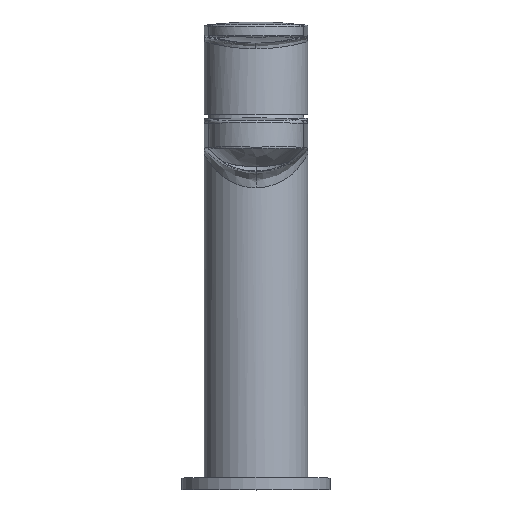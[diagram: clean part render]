
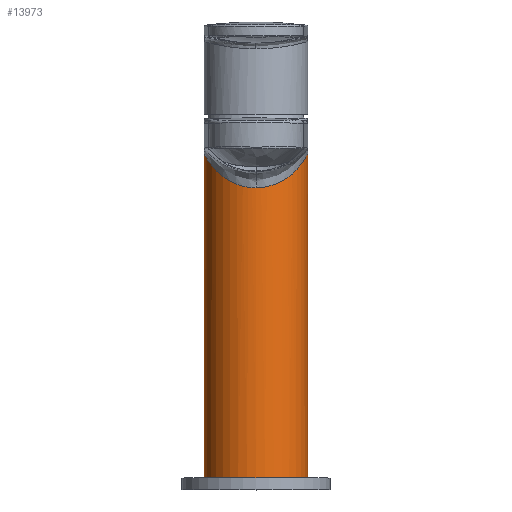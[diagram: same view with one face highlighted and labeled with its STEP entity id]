
A CAD part, top view. The second image highlights one B-rep face of the part: STEP entity #13973.
In plain terms, the highlighted cylindrical face has radius 17.5 mm (diameter 35 mm), a partial arc.
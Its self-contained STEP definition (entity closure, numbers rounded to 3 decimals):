
#2895=DIRECTION('',(0.,1.,0.));
#2896=VECTOR('',#2895,121.5);
#2897=CARTESIAN_POINT('',(17.5,0.,0.));
#2898=LINE('',#2897,#2896);
#2909=CARTESIAN_POINT('',(0.,0.,0.));
#2910=DIRECTION('',(0.,1.,0.));
#2911=DIRECTION('',(-1.,0.,0.));
#2912=AXIS2_PLACEMENT_3D('',#2909,#2910,#2911);
#2914=DIRECTION('',(0.,1.,0.));
#2915=VECTOR('',#2914,121.5);
#2916=CARTESIAN_POINT('',(-17.5,0.,0.));
#2917=LINE('',#2916,#2915);
#2918=CARTESIAN_POINT('',(0.,121.5,0.));
#2919=DIRECTION('',(0.,1.,0.));
#2920=DIRECTION('',(-1.,0.,0.));
#2921=AXIS2_PLACEMENT_3D('',#2918,#2919,#2920);
#2923=CARTESIAN_POINT('',(-17.007,121.5,4.125));
#2924=CARTESIAN_POINT('',(-17.111,121.488,3.697));
#2925=CARTESIAN_POINT('',(-17.286,121.468,2.833));
#2926=CARTESIAN_POINT('',(-17.45,121.45,1.522));
#2927=CARTESIAN_POINT('',(-17.494,121.446,
0.643));
#2928=CARTESIAN_POINT('',(-17.499,121.446,
0.203));
#2930=CARTESIAN_POINT('',(-17.499,109.324,
0.203));
#2931=CARTESIAN_POINT('',(-17.491,109.339,
0.843));
#2932=CARTESIAN_POINT('',(-17.407,109.235,2.174));
#2933=CARTESIAN_POINT('',(-17.005,108.542,4.332));
#2934=CARTESIAN_POINT('',(-16.302,107.365,6.503));
#2935=CARTESIAN_POINT('',(-15.264,105.84,8.681));
#2936=CARTESIAN_POINT('',(-13.802,104.067,10.874));
#2937=CARTESIAN_POINT('',(-11.783,102.125,13.083));
#2938=CARTESIAN_POINT('',(-8.902,100.168,15.203));
#2939=CARTESIAN_POINT('',(-5.899,98.883,16.575));
#2940=CARTESIAN_POINT('',(-2.913,98.152,17.344));
#2941=CARTESIAN_POINT('',(-0.948,98.,
17.5));
#2942=CARTESIAN_POINT('',(0.008,98.,17.5));
#2944=CARTESIAN_POINT('',(0.008,98.,17.5));
#2945=CARTESIAN_POINT('',(0.967,98.001,17.5));
#2946=CARTESIAN_POINT('',(2.938,98.156,17.34));
#2947=CARTESIAN_POINT('',(5.934,98.893,16.564));
#2948=CARTESIAN_POINT('',(8.947,100.192,15.177));
#2949=CARTESIAN_POINT('',(11.813,102.151,13.054));
#2950=CARTESIAN_POINT('',(13.82,104.087,10.85));
#2951=CARTESIAN_POINT('',(15.276,105.855,8.66));
#2952=CARTESIAN_POINT('',(16.308,107.375,6.487));
#2953=CARTESIAN_POINT('',(17.007,108.546,4.322));
#2954=CARTESIAN_POINT('',(17.407,109.235,2.171));
#2955=CARTESIAN_POINT('',(17.491,109.338,0.842));
#2956=CARTESIAN_POINT('',(17.499,109.324,0.203));
#2958=CARTESIAN_POINT('',(17.499,121.446,0.203));
#2959=CARTESIAN_POINT('',(17.494,121.446,0.641));
#2960=CARTESIAN_POINT('',(17.451,121.45,1.518));
#2961=CARTESIAN_POINT('',(17.287,121.468,2.825));
#2962=CARTESIAN_POINT('',(17.113,121.488,3.686));
#2963=CARTESIAN_POINT('',(17.01,121.5,4.112));
#2965=CARTESIAN_POINT('',(0.,121.5,0.));
#2966=DIRECTION('',(0.,1.,0.));
#2967=DIRECTION('',(0.972,0.,0.235));
#2968=AXIS2_PLACEMENT_3D('',#2965,#2966,#2967);
#3013=CARTESIAN_POINT('',(-17.499,121.446,
0.203));
#3085=CARTESIAN_POINT('',(17.499,121.446,0.203));
#3092=DIRECTION('',(0.,-1.,0.));
#3093=VECTOR('',#3092,12.122);
#3094=CARTESIAN_POINT('',(17.499,121.446,0.203));
#3095=LINE('',#3094,#3093);
#3329=CARTESIAN_POINT('',(-17.499,109.324,
0.203));
#3336=CARTESIAN_POINT('',(17.499,109.324,0.203));
#3371=DIRECTION('',(0.,1.,0.));
#3372=VECTOR('',#3371,12.122);
#3373=CARTESIAN_POINT('',(-17.499,109.324,
0.203));
#3374=LINE('',#3373,#3372);
#4223=CARTESIAN_POINT('',(0.008,98.,17.5));
#4225=VERTEX_POINT('',#4223);
#4227=VERTEX_POINT('',#3013);
#4228=VERTEX_POINT('',#3085);
#4229=VERTEX_POINT('',#3329);
#4230=VERTEX_POINT('',#3336);
#4231=CARTESIAN_POINT('',(17.5,121.5,0.));
#4232=CARTESIAN_POINT('',(-17.5,121.5,0.));
#4233=VERTEX_POINT('',#4231);
#4234=VERTEX_POINT('',#4232);
#4235=CARTESIAN_POINT('',(-17.007,121.5,4.125));
#4236=VERTEX_POINT('',#4235);
#4237=CARTESIAN_POINT('',(17.01,121.5,4.112));
#4238=VERTEX_POINT('',#4237);
#4606=CARTESIAN_POINT('',(17.5,0.,0.));
#4607=CARTESIAN_POINT('',(-17.5,0.,0.));
#4608=VERTEX_POINT('',#4606);
#4609=VERTEX_POINT('',#4607);
#13948=CARTESIAN_POINT('',(0.,-1.5,0.));
#13949=DIRECTION('',(0.,1.,0.));
#13950=DIRECTION('',(1.,0.,0.));
#13951=AXIS2_PLACEMENT_3D('',#13948,#13949,#13950);
#13952=CYLINDRICAL_SURFACE('',#13951,17.5);
#13954=ORIENTED_EDGE('',*,*,#13953,.F.);
#13955=ORIENTED_EDGE('',*,*,#13923,.T.);
#13956=ORIENTED_EDGE('',*,*,#13893,.T.);
#13958=ORIENTED_EDGE('',*,*,#13957,.T.);
#13960=ORIENTED_EDGE('',*,*,#13959,.F.);
#13962=ORIENTED_EDGE('',*,*,#13961,.T.);
#13964=ORIENTED_EDGE('',*,*,#13963,.T.);
#13966=ORIENTED_EDGE('',*,*,#13965,.F.);
#13968=ORIENTED_EDGE('',*,*,#13967,.T.);
#13969=ORIENTED_EDGE('',*,*,#13885,.T.);
#13970=ORIENTED_EDGE('',*,*,#13920,.F.);
#13971=EDGE_LOOP('',(#13954,#13955,#13956,#13958,#13960,#13962,#13964,#13966,
#13968,#13969,#13970));
#13972=FACE_OUTER_BOUND('',#13971,.F.);
#13973=ADVANCED_FACE('',(#13972),#13952,.T.);
#2913=CIRCLE('',#2912,17.5);
#2922=CIRCLE('',#2921,17.5);
#2929=B_SPLINE_CURVE_WITH_KNOTS('',3,(#2923,#2924,#2925,#2926,#2927,#2928),
.UNSPECIFIED.,.F.,.F.,(4,1,1,4),(0.,0.333,0.667,1.),
.UNSPECIFIED.);
#2943=B_SPLINE_CURVE_WITH_KNOTS('',3,(#2930,#2931,#2932,#2933,#2934,#2935,#2936,
#2937,#2938,#2939,#2940,#2941,#2942),.UNSPECIFIED.,.F.,.F.,(4,1,1,1,1,1,1,1,1,1,
4),(0.,0.1,0.2,0.3,0.4,0.5,0.6,0.7,0.8,0.9,1.),
.UNSPECIFIED.);
#2957=B_SPLINE_CURVE_WITH_KNOTS('',3,(#2944,#2945,#2946,#2947,#2948,#2949,#2950,
#2951,#2952,#2953,#2954,#2955,#2956),.UNSPECIFIED.,.F.,.F.,(4,1,1,1,1,1,1,1,1,1,
4),(0.,0.1,0.2,0.3,0.4,0.5,0.6,0.7,0.8,0.9,1.),
.UNSPECIFIED.);
#2964=B_SPLINE_CURVE_WITH_KNOTS('',3,(#2958,#2959,#2960,#2961,#2962,#2963),
.UNSPECIFIED.,.F.,.F.,(4,1,1,4),(0.,0.333,0.667,1.),
.UNSPECIFIED.);
#2969=CIRCLE('',#2968,17.5);
#13885=EDGE_CURVE('',#4238,#4233,#2969,.T.);
#13893=EDGE_CURVE('',#4234,#4236,#2922,.T.);
#13920=EDGE_CURVE('',#4608,#4233,#2898,.T.);
#13923=EDGE_CURVE('',#4609,#4234,#2917,.T.);
#13953=EDGE_CURVE('',#4609,#4608,#2913,.T.);
#13957=EDGE_CURVE('',#4236,#4227,#2929,.T.);
#13959=EDGE_CURVE('',#4229,#4227,#3374,.T.);
#13961=EDGE_CURVE('',#4229,#4225,#2943,.T.);
#13963=EDGE_CURVE('',#4225,#4230,#2957,.T.);
#13965=EDGE_CURVE('',#4228,#4230,#3095,.T.);
#13967=EDGE_CURVE('',#4228,#4238,#2964,.T.);
